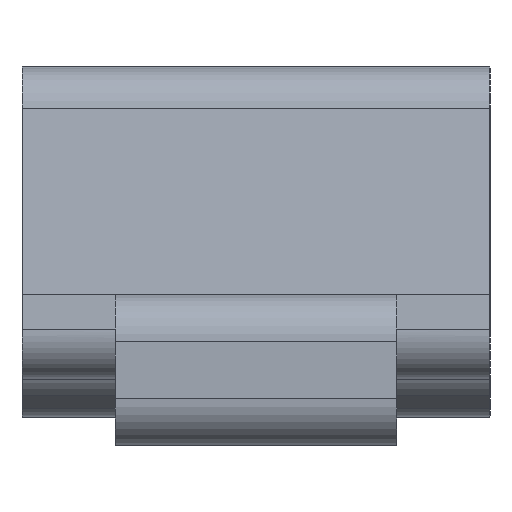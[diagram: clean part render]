
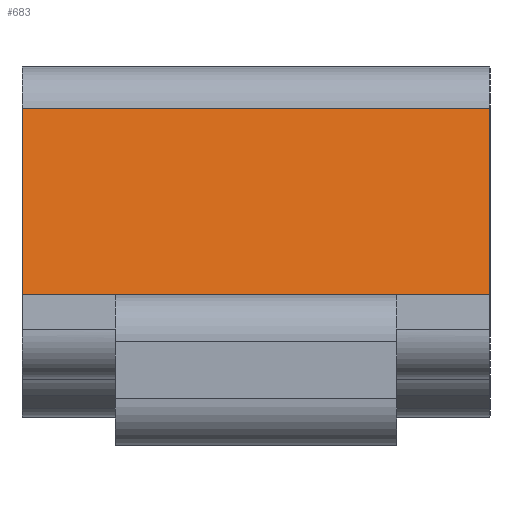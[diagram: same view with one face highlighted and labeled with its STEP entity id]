
A CAD part, left-side view. The second image highlights one B-rep face of the part: STEP entity #683.
In plain terms, the highlighted planar face has unit normal (-0.99, 0, 0.142).
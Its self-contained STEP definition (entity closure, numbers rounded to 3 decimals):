
#81 = VERTEX_POINT('',#82);
#82 = CARTESIAN_POINT('',(-2.114,0.748,0.802));
#205 = VERTEX_POINT('',#206);
#206 = CARTESIAN_POINT('',(-2.114,-0.748,0.802));
#439 = EDGE_CURVE('',#440,#81,#442,.T.);
#440 = VERTEX_POINT('',#441);
#441 = CARTESIAN_POINT('',(-2.114,1.243,0.802));
#442 = LINE('',#443,#444);
#443 = CARTESIAN_POINT('',(-2.114,1.243,0.802));
#444 = VECTOR('',#445,1.);
#445 = DIRECTION('',(0.,-1.,0.));
#461 = EDGE_CURVE('',#81,#205,#462,.T.);
#462 = LINE('',#463,#464);
#463 = CARTESIAN_POINT('',(-2.114,1.243,0.802));
#464 = VECTOR('',#465,1.);
#465 = DIRECTION('',(0.,-1.,0.));
#479 = VERTEX_POINT('',#480);
#480 = CARTESIAN_POINT('',(-2.114,-1.243,0.802));
#485 = EDGE_CURVE('',#205,#479,#486,.T.);
#486 = LINE('',#487,#488);
#487 = CARTESIAN_POINT('',(-2.114,1.243,0.802));
#488 = VECTOR('',#489,1.);
#489 = DIRECTION('',(0.,-1.,0.));
#683 = ADVANCED_FACE('',(#684),#709,.T.);
#684 = FACE_BOUND('',#685,.T.);
#685 = EDGE_LOOP('',(#686,#693,#701,#706,#707,#708));
#686 = ORIENTED_EDGE('',*,*,#687,.T.);
#687 = EDGE_CURVE('',#479,#688,#690,.T.);
#688 = VERTEX_POINT('',#689);
#689 = CARTESIAN_POINT('',(-1.973,-1.243,1.791));
#690 = B_SPLINE_CURVE_WITH_KNOTS('',1,(#691,#692),.UNSPECIFIED.,.F.,.F.,
  (2,2),(0.,1.),.PIECEWISE_BEZIER_KNOTS.);
#691 = CARTESIAN_POINT('',(-2.114,-1.243,0.802));
#692 = CARTESIAN_POINT('',(-1.942,-1.243,2.005));
#693 = ORIENTED_EDGE('',*,*,#694,.F.);
#694 = EDGE_CURVE('',#695,#688,#697,.T.);
#695 = VERTEX_POINT('',#696);
#696 = CARTESIAN_POINT('',(-1.973,1.243,1.791));
#697 = LINE('',#698,#699);
#698 = CARTESIAN_POINT('',(-1.973,1.243,1.791));
#699 = VECTOR('',#700,1.);
#700 = DIRECTION('',(0.,-1.,0.));
#701 = ORIENTED_EDGE('',*,*,#702,.F.);
#702 = EDGE_CURVE('',#440,#695,#703,.T.);
#703 = B_SPLINE_CURVE_WITH_KNOTS('',1,(#704,#705),.UNSPECIFIED.,.F.,.F.,
  (2,2),(0.,1.),.PIECEWISE_BEZIER_KNOTS.);
#704 = CARTESIAN_POINT('',(-2.114,1.243,0.802));
#705 = CARTESIAN_POINT('',(-1.942,1.243,2.005));
#706 = ORIENTED_EDGE('',*,*,#439,.T.);
#707 = ORIENTED_EDGE('',*,*,#461,.T.);
#708 = ORIENTED_EDGE('',*,*,#485,.T.);
#709 = PLANE('',#710);
#710 = AXIS2_PLACEMENT_3D('',#711,#712,#713);
#711 = CARTESIAN_POINT('',(-1.942,1.243,2.005));
#712 = DIRECTION('',(-0.99,0.,0.142)
  );
#713 = DIRECTION('',(0.,-1.,0.));
